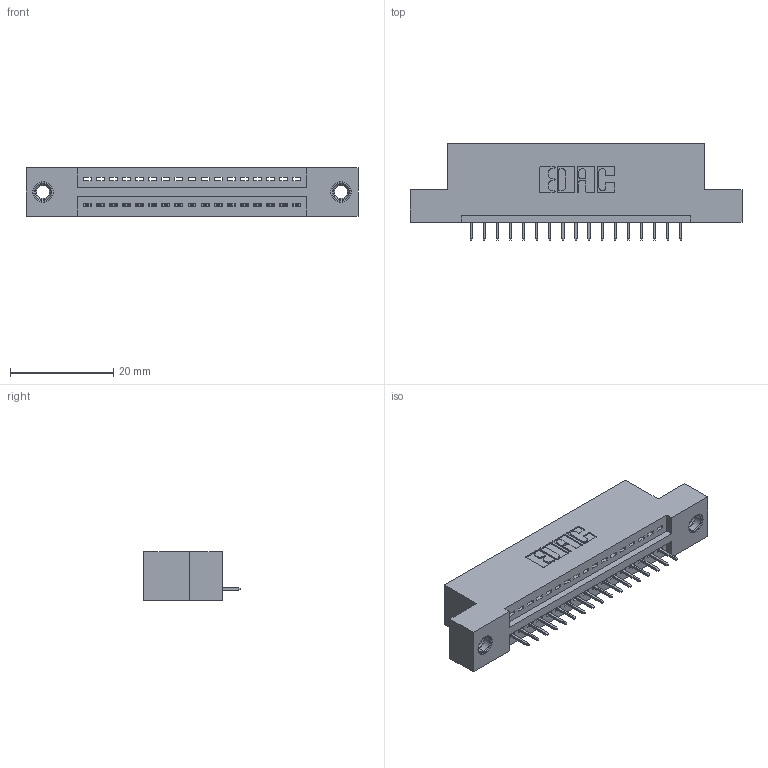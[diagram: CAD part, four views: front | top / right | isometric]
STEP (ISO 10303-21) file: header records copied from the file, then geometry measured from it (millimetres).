
FILE_DESCRIPTION (( 'STEP AP203' ), '1' );
FILE_NAME ('845-017-525-107.STEP', '2020-09-22T18:50:45', ( '' ), ( '' ), 'SwSTEP 2.0', 'SolidWorks 2020', '' );
FILE_SCHEMA (( 'CONFIG_CONTROL_DESIGN' ));
Length unit declared in the file: inch
Products named in the file (4): 345-250-001_345-250-005-103; 845-017-525-107; 845 Part_Flush Mounting Lugs - 0.156 Dia-TI; 345-292-001_345-293-125
Assembly tree (20 placements, depth 2):
  845-017-525-107
    845 Part_Flush Mounting Lugs - 0.156 Dia-TI
    345-292-001_345-293-125  x17
    345-250-001_345-250-005-103  x2
Bounding box: 64.39 x 18.72 x 9.4 mm (x, y, z)
Volume: 5828 mm3; surface area: 7206.2 mm2
Topology: 20 solids, 20 shells, 1240 faces, 3537 edges, 2282 vertices
Faces by surface type: plane 894, cylinder 330, cone 12, torus 4
Entity records: 17420 total; most frequent: CARTESIAN_POINT 2998, ORIENTED_EDGE 2942, DIRECTION 2683, EDGE_CURVE 1471, LINE 1255, VECTOR 1255, VERTEX_POINT 972, AXIS2_PLACEMENT_3D 714
